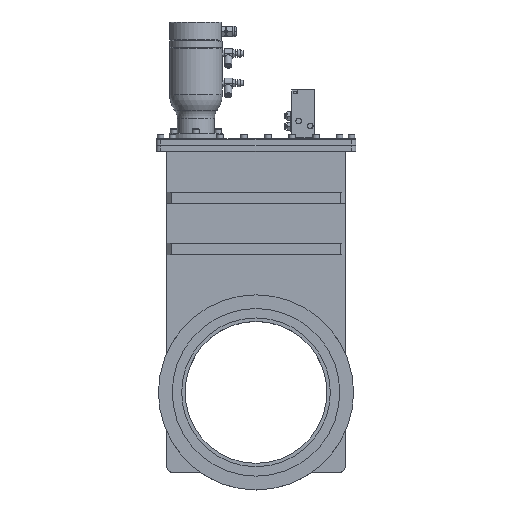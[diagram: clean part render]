
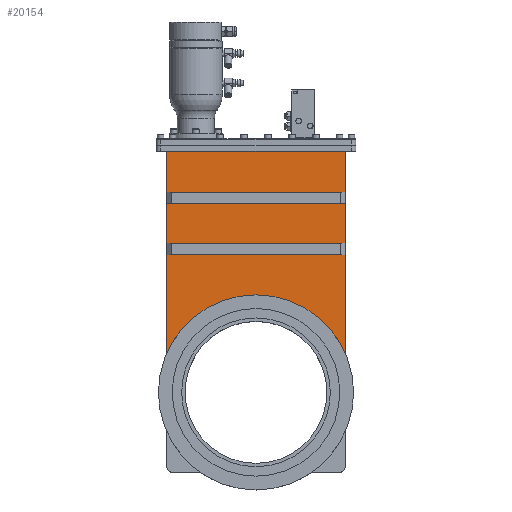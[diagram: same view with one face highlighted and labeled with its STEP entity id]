
A CAD part, top view. The second image highlights one B-rep face of the part: STEP entity #20154.
In plain terms, the highlighted planar face has unit normal (0, 0, 1).
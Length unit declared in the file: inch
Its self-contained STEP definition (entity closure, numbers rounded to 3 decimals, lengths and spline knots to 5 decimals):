
#7009=DIRECTION('',(0.,-1.,0.));
#7010=VECTOR('',#7009,11.40854);
#7011=CARTESIAN_POINT('',(5.04,13.56,0.7025));
#7012=LINE('',#7011,#7010);
#7013=CARTESIAN_POINT('',(0.,0.,0.7025));
#7014=DIRECTION('',(0.,0.,-1.));
#7015=DIRECTION('',(0.,1.,0.));
#7016=AXIS2_PLACEMENT_3D('',#7013,#7014,#7015);
#7018=CARTESIAN_POINT('',(0.,0.,0.7025));
#7019=DIRECTION('',(0.,0.,1.));
#7020=DIRECTION('',(0.,1.,0.));
#7021=AXIS2_PLACEMENT_3D('',#7018,#7019,#7020);
#7023=DIRECTION('',(0.,1.,0.));
#7024=VECTOR('',#7023,11.40854);
#7025=CARTESIAN_POINT('',(-5.04,2.15146,0.7025));
#7026=LINE('',#7025,#7024);
#7027=DIRECTION('',(1.,0.,0.));
#7028=VECTOR('',#7027,10.08);
#7029=CARTESIAN_POINT('',(-5.04,13.56,0.7025));
#7030=LINE('',#7029,#7028);
#7057=DIRECTION('',(1.,0.,0.));
#7058=VECTOR('',#7057,10.04);
#7059=CARTESIAN_POINT('',(-5.02,7.77,0.7025));
#7060=LINE('',#7059,#7058);
#7061=DIRECTION('',(0.,1.,0.));
#7062=VECTOR('',#7061,0.625);
#7063=CARTESIAN_POINT('',(5.02,7.77,0.7025));
#7064=LINE('',#7063,#7062);
#7065=DIRECTION('',(1.,0.,0.));
#7066=VECTOR('',#7065,10.04);
#7067=CARTESIAN_POINT('',(-5.02,8.395,0.7025));
#7068=LINE('',#7067,#7066);
#7069=DIRECTION('',(0.,-1.,0.));
#7070=VECTOR('',#7069,0.625);
#7071=CARTESIAN_POINT('',(-5.02,8.395,0.7025));
#7072=LINE('',#7071,#7070);
#7073=DIRECTION('',(1.,0.,0.));
#7074=VECTOR('',#7073,10.04);
#7075=CARTESIAN_POINT('',(-5.02,10.665,0.7025));
#7076=LINE('',#7075,#7074);
#7077=DIRECTION('',(0.,1.,0.));
#7078=VECTOR('',#7077,0.625);
#7079=CARTESIAN_POINT('',(5.02,10.665,0.7025));
#7080=LINE('',#7079,#7078);
#7081=DIRECTION('',(1.,0.,0.));
#7082=VECTOR('',#7081,10.04);
#7083=CARTESIAN_POINT('',(-5.02,11.29,0.7025));
#7084=LINE('',#7083,#7082);
#7085=DIRECTION('',(0.,-1.,0.));
#7086=VECTOR('',#7085,0.625);
#7087=CARTESIAN_POINT('',(-5.02,11.29,0.7025));
#7088=LINE('',#7087,#7086);
#7997=CARTESIAN_POINT('',(-5.04,13.56,0.7025));
#7998=CARTESIAN_POINT('',(5.04,13.56,0.7025));
#7999=VERTEX_POINT('',#7997);
#8000=VERTEX_POINT('',#7998);
#9355=CARTESIAN_POINT('',(0.,5.48,0.7025));
#9356=VERTEX_POINT('',#9355);
#9359=CARTESIAN_POINT('',(5.04,2.15146,0.7025));
#9360=VERTEX_POINT('',#9359);
#9363=CARTESIAN_POINT('',(-5.04,2.15146,0.7025));
#9364=VERTEX_POINT('',#9363);
#9369=CARTESIAN_POINT('',(-5.02,7.77,0.7025));
#9370=CARTESIAN_POINT('',(5.02,7.77,0.7025));
#9371=VERTEX_POINT('',#9369);
#9372=VERTEX_POINT('',#9370);
#9373=CARTESIAN_POINT('',(-5.02,8.395,0.7025));
#9374=CARTESIAN_POINT('',(5.02,8.395,0.7025));
#9375=VERTEX_POINT('',#9373);
#9376=VERTEX_POINT('',#9374);
#9377=CARTESIAN_POINT('',(-5.02,10.665,0.7025));
#9378=CARTESIAN_POINT('',(5.02,10.665,0.7025));
#9379=VERTEX_POINT('',#9377);
#9380=VERTEX_POINT('',#9378);
#9381=CARTESIAN_POINT('',(-5.02,11.29,0.7025));
#9382=CARTESIAN_POINT('',(5.02,11.29,0.7025));
#9383=VERTEX_POINT('',#9381);
#9384=VERTEX_POINT('',#9382);
#20120=CARTESIAN_POINT('',(0.,0.,0.7025));
#20121=DIRECTION('',(0.,0.,1.));
#20122=DIRECTION('',(1.,0.,0.));
#20123=AXIS2_PLACEMENT_3D('',#20120,#20121,#20122);
#20124=PLANE('',#20123);
#20125=ORIENTED_EDGE('',*,*,#10291,.T.);
#20127=ORIENTED_EDGE('',*,*,#20126,.F.);
#20129=ORIENTED_EDGE('',*,*,#20128,.T.);
#20130=ORIENTED_EDGE('',*,*,#10152,.T.);
#20131=ORIENTED_EDGE('',*,*,#10327,.T.);
#20132=EDGE_LOOP('',(#20125,#20127,#20129,#20130,#20131));
#20133=FACE_OUTER_BOUND('',#20132,.F.);
#20135=ORIENTED_EDGE('',*,*,#20134,.T.);
#20137=ORIENTED_EDGE('',*,*,#20136,.T.);
#20139=ORIENTED_EDGE('',*,*,#20138,.F.);
#20141=ORIENTED_EDGE('',*,*,#20140,.T.);
#20142=EDGE_LOOP('',(#20135,#20137,#20139,#20141));
#20143=FACE_BOUND('',#20142,.F.);
#20145=ORIENTED_EDGE('',*,*,#20144,.T.);
#20147=ORIENTED_EDGE('',*,*,#20146,.T.);
#20149=ORIENTED_EDGE('',*,*,#20148,.F.);
#20151=ORIENTED_EDGE('',*,*,#20150,.T.);
#20152=EDGE_LOOP('',(#20145,#20147,#20149,#20151));
#20153=FACE_BOUND('',#20152,.F.);
#20154=ADVANCED_FACE('',(#20133,#20143,#20153),#20124,.T.);
#7017=CIRCLE('',#7016,5.48);
#7022=CIRCLE('',#7021,5.48);
#10152=EDGE_CURVE('',#9364,#7999,#7026,.T.);
#10291=EDGE_CURVE('',#8000,#9360,#7012,.T.);
#10327=EDGE_CURVE('',#7999,#8000,#7030,.T.);
#20126=EDGE_CURVE('',#9356,#9360,#7017,.T.);
#20128=EDGE_CURVE('',#9356,#9364,#7022,.T.);
#20134=EDGE_CURVE('',#9371,#9372,#7060,.T.);
#20136=EDGE_CURVE('',#9372,#9376,#7064,.T.);
#20138=EDGE_CURVE('',#9375,#9376,#7068,.T.);
#20140=EDGE_CURVE('',#9375,#9371,#7072,.T.);
#20144=EDGE_CURVE('',#9379,#9380,#7076,.T.);
#20146=EDGE_CURVE('',#9380,#9384,#7080,.T.);
#20148=EDGE_CURVE('',#9383,#9384,#7084,.T.);
#20150=EDGE_CURVE('',#9383,#9379,#7088,.T.);
